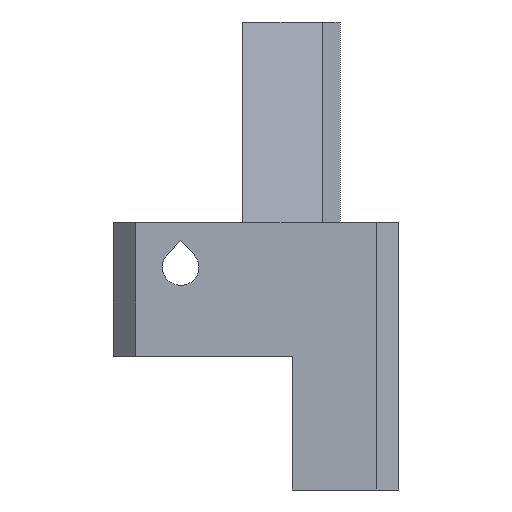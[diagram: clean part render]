
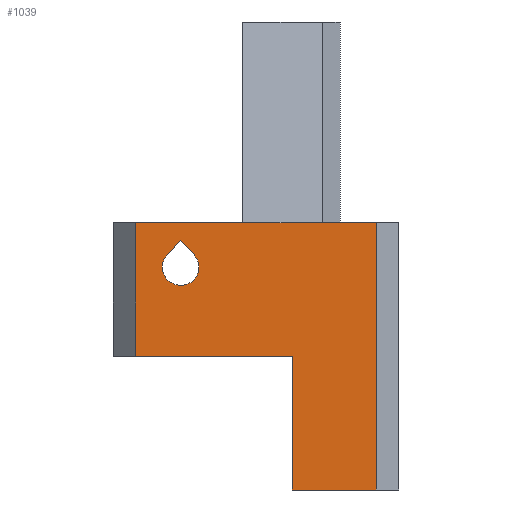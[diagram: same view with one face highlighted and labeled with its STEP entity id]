
A CAD part, left-side view. The second image highlights one B-rep face of the part: STEP entity #1039.
In plain terms, the highlighted planar face has unit normal (-1, 0, 0).
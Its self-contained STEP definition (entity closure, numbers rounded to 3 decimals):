
#15=FACE_BOUND('',#114,.T.);
#31=CIRCLE('',#1101,4.1);
#58=FACE_OUTER_BOUND('',#113,.T.);
#113=EDGE_LOOP('',(#788,#789,#790,#791,#792,#793,#794,#795));
#114=EDGE_LOOP('',(#796,#797,#798));
#153=LINE('',#1429,#291);
#159=LINE('',#1442,#297);
#171=LINE('',#1470,#309);
#187=LINE('',#1509,#325);
#191=LINE('',#1516,#329);
#201=LINE('',#1537,#339);
#206=LINE('',#1552,#344);
#208=LINE('',#1555,#346);
#225=LINE('',#1588,#363);
#229=LINE('',#1594,#367);
#291=VECTOR('',#1157,10.);
#297=VECTOR('',#1165,10.);
#309=VECTOR('',#1183,10.);
#325=VECTOR('',#1211,10.);
#329=VECTOR('',#1217,10.);
#339=VECTOR('',#1231,10.);
#344=VECTOR('',#1244,10.);
#346=VECTOR('',#1248,10.);
#363=VECTOR('',#1281,10.);
#367=VECTOR('',#1289,10.);
#427=VERTEX_POINT('',#1423);
#429=VERTEX_POINT('',#1427);
#435=VERTEX_POINT('',#1440);
#448=VERTEX_POINT('',#1469);
#464=VERTEX_POINT('',#1507);
#465=VERTEX_POINT('',#1508);
#467=VERTEX_POINT('',#1515);
#476=VERTEX_POINT('',#1535);
#479=VERTEX_POINT('',#1542);
#480=VERTEX_POINT('',#1544);
#482=VERTEX_POINT('',#1550);
#525=EDGE_CURVE('',#427,#429,#153,.T.);
#531=EDGE_CURVE('',#435,#429,#159,.T.);
#545=EDGE_CURVE('',#427,#448,#171,.T.);
#563=EDGE_CURVE('',#464,#465,#187,.T.);
#567=EDGE_CURVE('',#467,#464,#191,.T.);
#578=EDGE_CURVE('',#465,#476,#201,.T.);
#581=EDGE_CURVE('',#479,#480,#31,.T.);
#585=EDGE_CURVE('',#482,#479,#206,.T.);
#587=EDGE_CURVE('',#480,#482,#208,.T.);
#604=EDGE_CURVE('',#435,#467,#225,.T.);
#608=EDGE_CURVE('',#476,#448,#229,.T.);
#788=ORIENTED_EDGE('',*,*,#604,.T.);
#789=ORIENTED_EDGE('',*,*,#567,.T.);
#790=ORIENTED_EDGE('',*,*,#563,.T.);
#791=ORIENTED_EDGE('',*,*,#578,.T.);
#792=ORIENTED_EDGE('',*,*,#608,.T.);
#793=ORIENTED_EDGE('',*,*,#545,.F.);
#794=ORIENTED_EDGE('',*,*,#525,.T.);
#795=ORIENTED_EDGE('',*,*,#531,.F.);
#796=ORIENTED_EDGE('',*,*,#585,.F.);
#797=ORIENTED_EDGE('',*,*,#587,.F.);
#798=ORIENTED_EDGE('',*,*,#581,.F.);
#986=PLANE('',#1115);
#1039=ADVANCED_FACE('',(#58,#15),#986,.F.);
#1101=AXIS2_PLACEMENT_3D('',#1545,#1237,#1238);
#1115=AXIS2_PLACEMENT_3D('',#1597,#1293,#1294);
#1157=DIRECTION('',(0.,0.,-1.));
#1165=DIRECTION('',(0.,1.,0.));
#1183=DIRECTION('',(0.,1.,0.));
#1211=DIRECTION('',(0.,1.,0.));
#1217=DIRECTION('',(0.,1.,0.));
#1231=DIRECTION('',(0.,1.,0.));
#1237=DIRECTION('center_axis',(-1.,0.,0.));
#1238=DIRECTION('ref_axis',(0.,1.,0.));
#1244=DIRECTION('',(0.,0.683,-0.73));
#1248=DIRECTION('',(0.,0.683,0.73));
#1281=DIRECTION('',(0.,0.,1.));
#1289=DIRECTION('',(0.,0.,-1.));
#1293=DIRECTION('center_axis',(1.,0.,0.));
#1294=DIRECTION('ref_axis',(0.,1.,0.));
#1423=CARTESIAN_POINT('',(-25.,-25.,-10.));
#1427=CARTESIAN_POINT('',(-25.,-25.,-40.));
#1429=CARTESIAN_POINT('',(-25.,-25.,-10.));
#1440=CARTESIAN_POINT('',(-25.,-43.9,-40.));
#1442=CARTESIAN_POINT('',(-25.,-43.9,-40.));
#1469=CARTESIAN_POINT('',(-25.,10.1,-10.));
#1470=CARTESIAN_POINT('',(-25.,15.1,-10.));
#1507=CARTESIAN_POINT('',(-25.,-31.8,20.));
#1508=CARTESIAN_POINT('',(-25.,-13.9,20.));
#1509=CARTESIAN_POINT('',(-25.,15.1,20.));
#1515=CARTESIAN_POINT('',(-25.,-43.9,20.));
#1516=CARTESIAN_POINT('',(-25.,15.1,20.));
#1535=CARTESIAN_POINT('',(-25.,10.1,20.));
#1537=CARTESIAN_POINT('',(-25.,15.1,20.));
#1542=CARTESIAN_POINT('',(-25.,2.993,12.802));
#1544=CARTESIAN_POINT('',(-25.,-2.993,12.802));
#1545=CARTESIAN_POINT('Origin',(-25.,0.,10.));
#1550=CARTESIAN_POINT('',(-25.,0.,16.));
#1552=CARTESIAN_POINT('',(-25.,-7.426,23.934));
#1555=CARTESIAN_POINT('',(-25.,-16.905,-2.062));
#1588=CARTESIAN_POINT('',(-25.,-43.9,0.));
#1594=CARTESIAN_POINT('',(-25.,10.1,0.));
#1597=CARTESIAN_POINT('Origin',(-25.,-48.9,0.));
